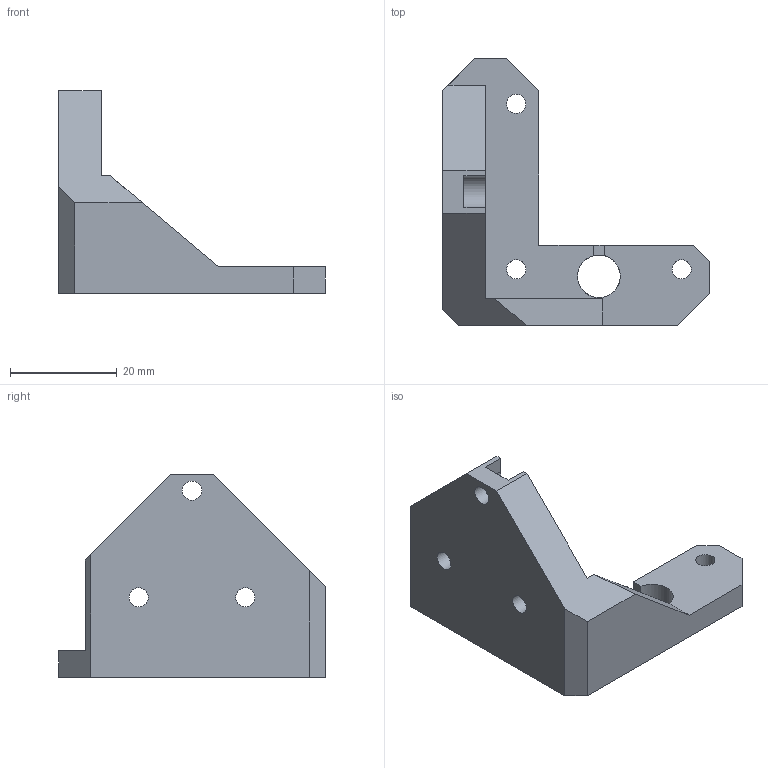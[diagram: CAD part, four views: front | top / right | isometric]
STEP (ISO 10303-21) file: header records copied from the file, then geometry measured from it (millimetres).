
FILE_DESCRIPTION(('FreeCAD Model'),'2;1');
FILE_NAME('z-axis-bottom-right.stp','2014-10-31T11:56:09',('FreeCAD'),('FreeCAD'), 'Open CASCADE STEP processor 6.7','FreeCAD','Unknown');
FILE_SCHEMA(('AUTOMOTIVE_DESIGN_CC2 { 1 2 10303 214 -1 1 5 4 }'));
Length unit declared in the file: millimetre
Products named in the file (1): z-axis-bottom-right
Bounding box: 50 x 50 x 38 mm (x, y, z)
Volume: 15675.1 mm3; surface area: 6900 mm2
Topology: 1 solids, 1 shells, 38 faces, 105 edges, 70 vertices
Faces by surface type: plane 28, cylinder 10
Full cylindrical faces by diameter (mm): 3.6 x6, 6 x2, 8 x1
Entity records: 2661 total; most frequent: CARTESIAN_POINT 532, DIRECTION 387, LINE 259, VECTOR 259, ORIENTED_EDGE 210, PCURVE 210, DEFINITIONAL_REPRESENTATION 210, EDGE_CURVE 105
